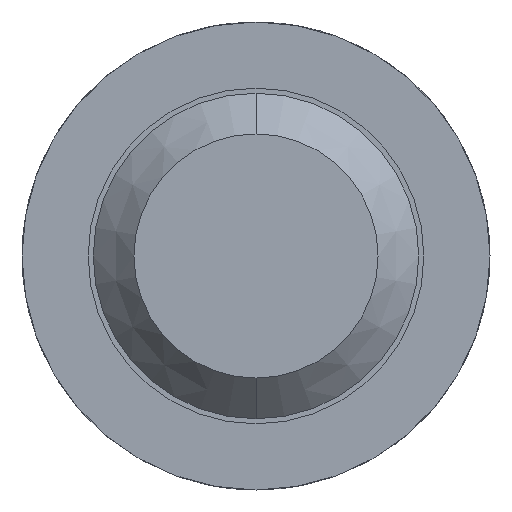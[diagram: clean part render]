
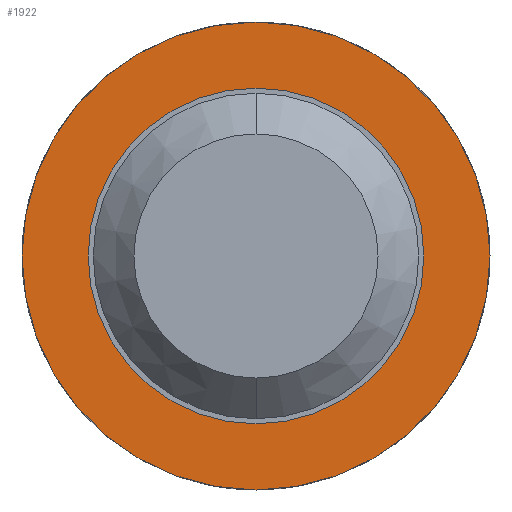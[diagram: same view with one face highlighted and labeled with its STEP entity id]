
A CAD part, front view. The second image highlights one B-rep face of the part: STEP entity #1922.
In plain terms, the highlighted planar face has unit normal (0, -1, 0).
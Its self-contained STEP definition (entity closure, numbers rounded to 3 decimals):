
#65 = ORIENTED_EDGE ( 'NONE', *, *, #2673, .T. ) ;
#147 = EDGE_CURVE ( 'Defeature ausgef�hrt4_42+Defeature ausgef�hrt4_46+Defeature ausgef�hrt4_46+Defeature ausgef�hrt4_46', #3973, #4260, #907, .T. ) ;
#204 = VERTEX_POINT ( 'NONE', #4503 ) ;
#429 = CARTESIAN_POINT ( 'NONE',  ( 0., -1.5, -1.15 ) ) ;
#494 = DIRECTION ( 'NONE',  ( 0., 1., 0. ) ) ;
#530 = CARTESIAN_POINT ( 'NONE',  ( 0., -1.5, 0. ) ) ;
#655 = AXIS2_PLACEMENT_3D ( 'NONE', #2740, #3113, #1713 ) ;
#664 = EDGE_CURVE ( 'Defeature ausgef�hrt4_42+Defeature ausgef�hrt4_46+Defeature ausgef�hrt4_46+Defeature ausgef�hrt4_46', #4260, #3973, #2160, .T. ) ;
#802 = DIRECTION ( 'NONE',  ( 0., 0., 1. ) ) ;
#907 = CIRCLE ( 'NONE', #2092, 1.15 ) ;
#941 = DIRECTION ( 'NONE',  ( 0., 1., 0. ) ) ;
#981 = EDGE_CURVE ( 'Defeature ausgef�hrt4_46+Defeature ausgef�hrt4_45+Defeature ausgef�hrt4_45+Defeature ausgef�hrt4_45', #1234, #204, #1556, .T. ) ;
#1032 = FACE_OUTER_BOUND ( 'NONE', #3406, .T. ) ;
#1234 = VERTEX_POINT ( 'NONE', #1326 ) ;
#1326 = CARTESIAN_POINT ( 'NONE',  ( 0., -1.5, -0.825 ) ) ;
#1556 = CIRCLE ( 'NONE', #2850, 0.825 ) ;
#1690 = PLANE ( 'NONE',  #4392 ) ;
#1713 = DIRECTION ( 'NONE',  ( 0., 0., 1. ) ) ;
#1714 = EDGE_LOOP ( 'NONE', ( #65, #1771 ) ) ;
#1757 = AXIS2_PLACEMENT_3D ( 'NONE', #2938, #2557, #4313 ) ;
#1771 = ORIENTED_EDGE ( 'NONE', *, *, #981, .T. ) ;
#1922 = ADVANCED_FACE ( 'Defeature ausgef�hrt4_46', ( #1032, #3166 ), #1690, .F. ) ;
#1972 = DIRECTION ( 'NONE',  ( 0., 0., 1. ) ) ;
#2092 = AXIS2_PLACEMENT_3D ( 'NONE', #4109, #2987, #3044 ) ;
#2160 = CIRCLE ( 'NONE', #655, 1.15 ) ;
#2557 = DIRECTION ( 'NONE',  ( 0., 1., 0. ) ) ;
#2673 = EDGE_CURVE ( 'Defeature ausgef�hrt4_46+Defeature ausgef�hrt4_45+Defeature ausgef�hrt4_45+Defeature ausgef�hrt4_45', #204, #1234, #2826, .T. ) ;
#2740 = CARTESIAN_POINT ( 'NONE',  ( 0., -1.5, 0. ) ) ;
#2826 = CIRCLE ( 'NONE', #1757, 0.825 ) ;
#2850 = AXIS2_PLACEMENT_3D ( 'NONE', #530, #494, #802 ) ;
#2884 = CARTESIAN_POINT ( 'NONE',  ( 0., -1.5, 1.15 ) ) ;
#2938 = CARTESIAN_POINT ( 'NONE',  ( 0., -1.5, 0. ) ) ;
#2987 = DIRECTION ( 'NONE',  ( 0., 1., 0. ) ) ;
#3044 = DIRECTION ( 'NONE',  ( 0., 0., 1. ) ) ;
#3113 = DIRECTION ( 'NONE',  ( 0., 1., 0. ) ) ;
#3166 = FACE_BOUND ( 'NONE', #1714, .T. ) ;
#3406 = EDGE_LOOP ( 'NONE', ( #4412, #3765 ) ) ;
#3461 = CARTESIAN_POINT ( 'NONE',  ( 0.825, -1.5, 0. ) ) ;
#3765 = ORIENTED_EDGE ( 'NONE', *, *, #664, .F. ) ;
#3973 = VERTEX_POINT ( 'NONE', #2884 ) ;
#4109 = CARTESIAN_POINT ( 'NONE',  ( 0., -1.5, 0. ) ) ;
#4260 = VERTEX_POINT ( 'NONE', #429 ) ;
#4313 = DIRECTION ( 'NONE',  ( 0., 0., 1. ) ) ;
#4392 = AXIS2_PLACEMENT_3D ( 'NONE', #3461, #941, #1972 ) ;
#4412 = ORIENTED_EDGE ( 'NONE', *, *, #147, .F. ) ;
#4503 = CARTESIAN_POINT ( 'NONE',  ( 0., -1.5, 0.825 ) ) ;
